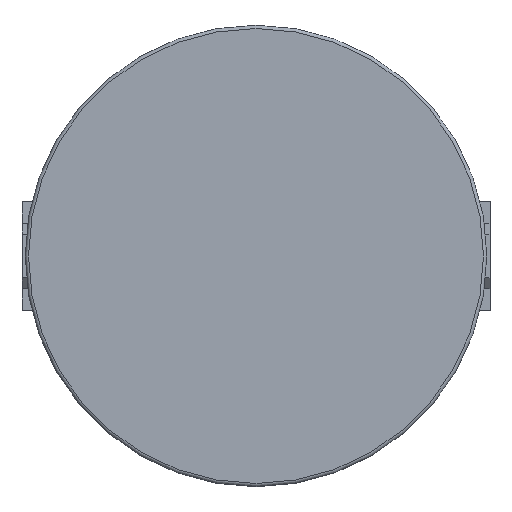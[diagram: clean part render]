
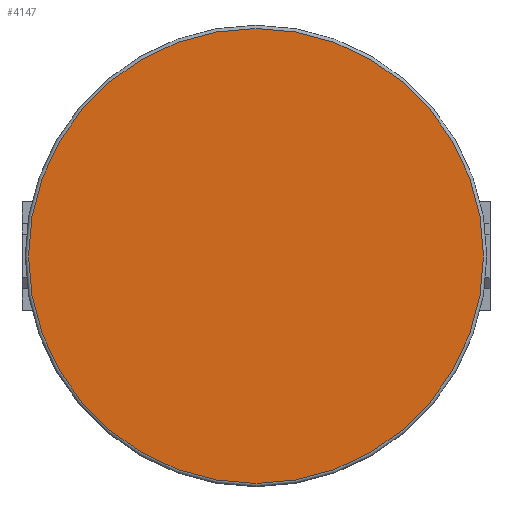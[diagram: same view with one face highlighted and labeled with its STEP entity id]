
A CAD part, left-side view. The second image highlights one B-rep face of the part: STEP entity #4147.
In plain terms, the highlighted planar face has unit normal (-1, 0, 0).
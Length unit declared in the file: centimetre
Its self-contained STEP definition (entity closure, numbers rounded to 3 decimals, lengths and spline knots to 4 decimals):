
#946=FACE_OUTER_BOUND('',#1235,.T.);
#1235=EDGE_LOOP('',(#3519));
#1532=CIRCLE('',#4665,4.18);
#1884=VERTEX_POINT('',#7513);
#2433=EDGE_CURVE('',#1884,#1884,#1532,.T.);
#3519=ORIENTED_EDGE('',*,*,#2433,.T.);
#3660=PLANE('',#4666);
#4147=ADVANCED_FACE('',(#946),#3660,.T.);
#4665=AXIS2_PLACEMENT_3D('',#7514,#5887,#5888);
#4666=AXIS2_PLACEMENT_3D('',#7515,#5889,#5890);
#5887=DIRECTION('center_axis',(-1.,0.,0.));
#5888=DIRECTION('ref_axis',(0.,1.,0.));
#5889=DIRECTION('center_axis',(-1.,0.,0.));
#5890=DIRECTION('ref_axis',(0.,0.,
1.));
#7513=CARTESIAN_POINT('',(-3.33,-4.18,0.));
#7514=CARTESIAN_POINT('Origin',(-3.33,0.,0.));
#7515=CARTESIAN_POINT('Origin',(-3.33,-3.65,0.));
